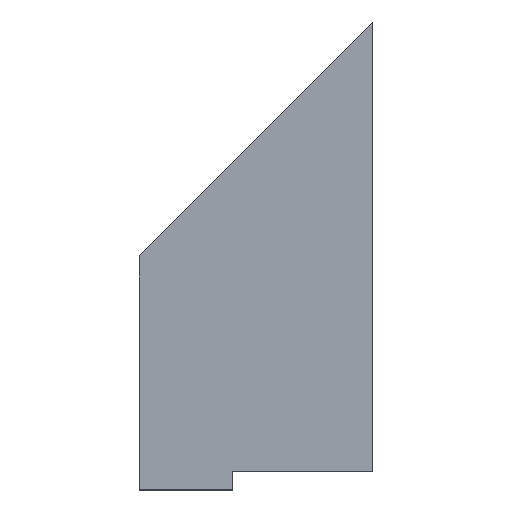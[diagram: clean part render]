
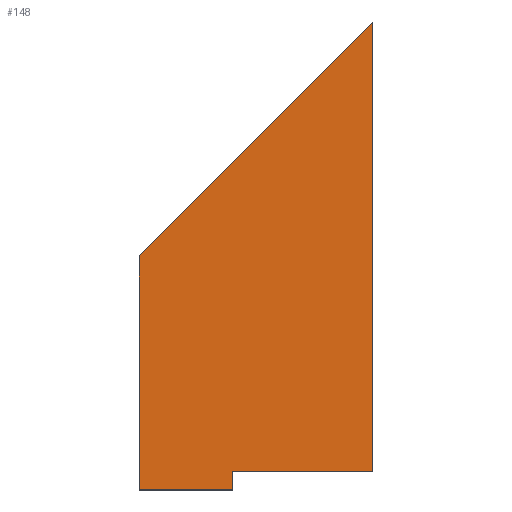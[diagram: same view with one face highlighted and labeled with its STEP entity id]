
A CAD part, top view. The second image highlights one B-rep face of the part: STEP entity #148.
In plain terms, the highlighted planar face has unit normal (0, 0, 1).
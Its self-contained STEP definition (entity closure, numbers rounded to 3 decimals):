
#22=FACE_OUTER_BOUND('',#30,.T.);
#30=EDGE_LOOP('',(#127,#128,#129,#130,#131,#132));
#37=LINE('',#233,#55);
#40=LINE('',#238,#58);
#42=LINE('',#242,#60);
#44=LINE('',#246,#62);
#46=LINE('',#250,#64);
#48=LINE('',#253,#66);
#55=VECTOR('',#192,10.);
#58=VECTOR('',#197,10.);
#60=VECTOR('',#201,10.);
#62=VECTOR('',#205,10.);
#64=VECTOR('',#209,10.);
#66=VECTOR('',#213,10.);
#73=VERTEX_POINT('',#231);
#74=VERTEX_POINT('',#232);
#75=VERTEX_POINT('',#237);
#76=VERTEX_POINT('',#241);
#77=VERTEX_POINT('',#245);
#78=VERTEX_POINT('',#249);
#85=EDGE_CURVE('',#73,#74,#37,.T.);
#88=EDGE_CURVE('',#74,#75,#40,.T.);
#90=EDGE_CURVE('',#75,#76,#42,.T.);
#92=EDGE_CURVE('',#76,#77,#44,.T.);
#94=EDGE_CURVE('',#77,#78,#46,.T.);
#96=EDGE_CURVE('',#78,#73,#48,.T.);
#127=ORIENTED_EDGE('',*,*,#85,.F.);
#128=ORIENTED_EDGE('',*,*,#96,.F.);
#129=ORIENTED_EDGE('',*,*,#94,.F.);
#130=ORIENTED_EDGE('',*,*,#92,.F.);
#131=ORIENTED_EDGE('',*,*,#90,.F.);
#132=ORIENTED_EDGE('',*,*,#88,.F.);
#140=PLANE('',#179);
#148=ADVANCED_FACE('',(#22),#140,.T.);
#179=AXIS2_PLACEMENT_3D('',#254,#214,#215);
#192=DIRECTION('',(0.,-1.,0.));
#197=DIRECTION('',(-1.,0.,0.));
#201=DIRECTION('',(0.,1.,0.));
#205=DIRECTION('',(0.707,0.707,0.));
#209=DIRECTION('',(0.,-1.,0.));
#213=DIRECTION('',(-1.,0.,0.));
#214=DIRECTION('center_axis',(0.,0.,1.));
#215=DIRECTION('ref_axis',(1.,0.,0.));
#231=CARTESIAN_POINT('',(-15.,2.,5.));
#232=CARTESIAN_POINT('',(-15.,0.,5.));
#233=CARTESIAN_POINT('',(-15.,2.,5.));
#237=CARTESIAN_POINT('',(-25.,0.,5.));
#238=CARTESIAN_POINT('',(-15.,0.,5.));
#241=CARTESIAN_POINT('',(-25.,25.,5.));
#242=CARTESIAN_POINT('',(-25.,0.,5.));
#245=CARTESIAN_POINT('',(0.,50.,5.));
#246=CARTESIAN_POINT('',(-25.,25.,5.));
#249=CARTESIAN_POINT('',(0.,2.,5.));
#250=CARTESIAN_POINT('',(0.,50.,5.));
#253=CARTESIAN_POINT('',(0.,2.,5.));
#254=CARTESIAN_POINT('Origin',(-10.413,21.56,5.));
